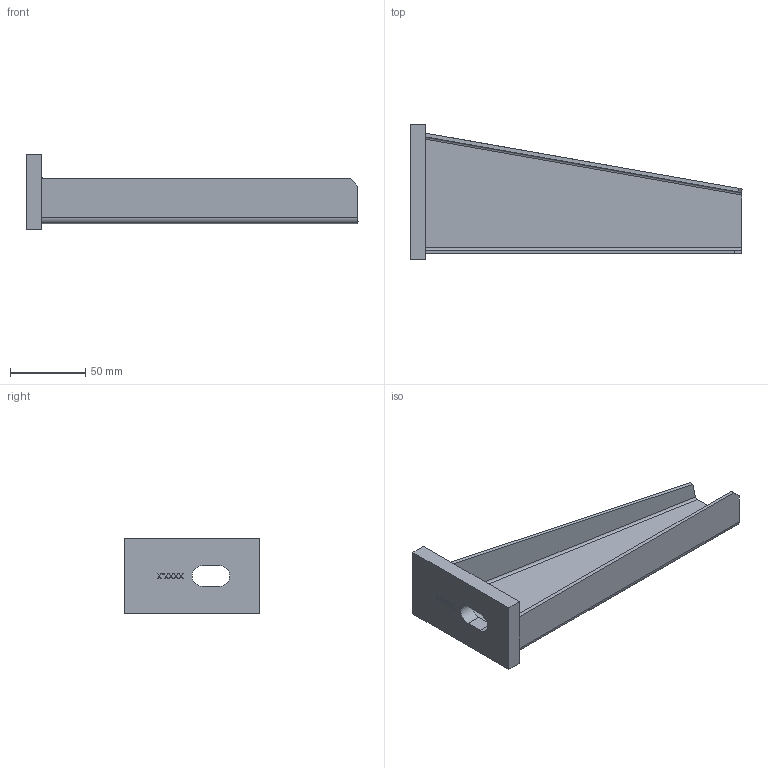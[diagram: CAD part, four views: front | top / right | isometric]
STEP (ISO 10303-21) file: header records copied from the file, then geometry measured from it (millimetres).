
FILE_DESCRIPTION((''),'2;1');
FILE_NAME('6418554_ORG_ASM','2012-06-19T',('AndreasKeweloh'),(''),'PRO/ENGINEER BY PARAMETRIC TECHNOLOGY CORPORATION, 2012060','PRO/ENGINEER BY PARAMETRIC TECHNOLOGY CORPORATION, 2012060','');
FILE_SCHEMA(('CONFIG_CONTROL_DESIGN'));
Length unit declared in the file: millimetre
Products named in the file (4): KTS_04_020-010; 039681; ASM0001_ASM; 6418554_ORG_ASM
Assembly tree (3 placements, depth 3):
  6418554_ORG_ASM
    ASM0001_ASM
      KTS_04_020-010
      039681
Bounding box: 220.16 x 90 x 50 mm (x, y, z)
Volume: 98073.8 mm3; surface area: 58383.9 mm2
Topology: 2 solids, 2 shells, 397 faces, 1066 edges, 706 vertices
Faces by surface type: plane 273, extrusion 82, cylinder 40, bspline 2
Entity records: 14899 total; most frequent: CARTESIAN_POINT 5086, ORIENTED_EDGE 2132, DIRECTION 1706, EDGE_CURVE 1066, VECTOR 900, LINE 818, VERTEX_POINT 706, EDGE_LOOP 432
